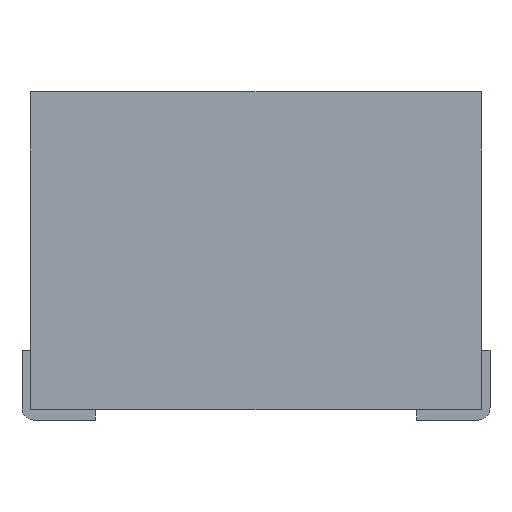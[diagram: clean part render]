
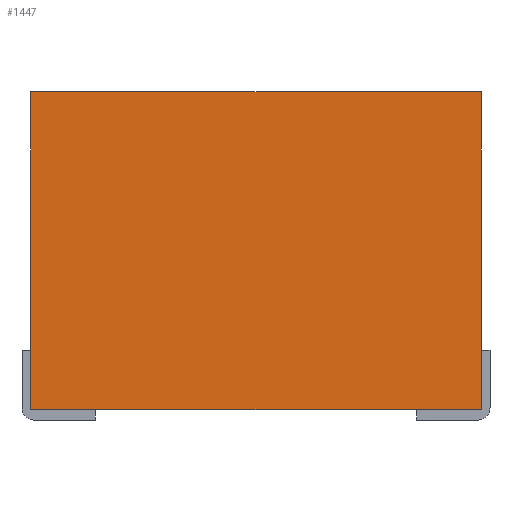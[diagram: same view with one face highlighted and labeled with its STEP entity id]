
A CAD part, left-side view. The second image highlights one B-rep face of the part: STEP entity #1447.
In plain terms, the highlighted planar face has unit normal (-1, 0, 0).
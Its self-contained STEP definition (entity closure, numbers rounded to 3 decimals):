
#23 = EDGE_LOOP ( 'NONE', ( #1332, #198, #1101, #145 ) ) ;
#58 = LINE ( 'NONE', #1099, #668 ) ;
#73 = EDGE_CURVE ( 'NONE', #409, #630, #58, .T. ) ;
#95 = DIRECTION ( 'NONE',  ( 0., 0., -1. ) ) ;
#101 = DIRECTION ( 'NONE',  ( 0., 0., 1. ) ) ;
#105 = VECTOR ( 'NONE', #95, 1000. ) ;
#110 = EDGE_CURVE ( 'NONE', #905, #438, #1287, .T. ) ;
#145 = ORIENTED_EDGE ( 'NONE', *, *, #73, .F. ) ;
#198 = ORIENTED_EDGE ( 'NONE', *, *, #110, .T. ) ;
#212 = CARTESIAN_POINT ( 'NONE',  ( -3.3, 6.45, 9.4 ) ) ;
#270 = DIRECTION ( 'NONE',  ( 0., 1., 0. ) ) ;
#281 = FACE_OUTER_BOUND ( 'NONE', #23, .T. ) ;
#388 = DIRECTION ( 'NONE',  ( 0., 0., -1. ) ) ;
#406 = CARTESIAN_POINT ( 'NONE',  ( -3.3, -6.45, 9.4 ) ) ;
#409 = VERTEX_POINT ( 'NONE', #983 ) ;
#413 = CARTESIAN_POINT ( 'NONE',  ( -3.3, 6.45, 0.3 ) ) ;
#438 = VERTEX_POINT ( 'NONE', #1381 ) ;
#442 = EDGE_CURVE ( 'NONE', #438, #630, #614, .T. ) ;
#614 = LINE ( 'NONE', #212, #105 ) ;
#617 = LINE ( 'NONE', #753, #1145 ) ;
#630 = VERTEX_POINT ( 'NONE', #413 ) ;
#641 = DIRECTION ( 'NONE',  ( 1., 0., 0. ) ) ;
#668 = VECTOR ( 'NONE', #270, 1000. ) ;
#753 = CARTESIAN_POINT ( 'NONE',  ( -3.3, -6.45, 9.4 ) ) ;
#799 = PLANE ( 'NONE',  #1477 ) ;
#867 = VECTOR ( 'NONE', #1554, 1000. ) ;
#879 = CARTESIAN_POINT ( 'NONE',  ( -3.3, -6.45, 9.4 ) ) ;
#905 = VERTEX_POINT ( 'NONE', #879 ) ;
#983 = CARTESIAN_POINT ( 'NONE',  ( -3.3, -6.45, 0.3 ) ) ;
#1099 = CARTESIAN_POINT ( 'NONE',  ( -3.3, 0., 0.3 ) ) ;
#1101 = ORIENTED_EDGE ( 'NONE', *, *, #442, .T. ) ;
#1145 = VECTOR ( 'NONE', #101, 1000. ) ;
#1262 = EDGE_CURVE ( 'NONE', #409, #905, #617, .T. ) ;
#1287 = LINE ( 'NONE', #1564, #867 ) ;
#1332 = ORIENTED_EDGE ( 'NONE', *, *, #1262, .T. ) ;
#1381 = CARTESIAN_POINT ( 'NONE',  ( -3.3, 6.45, 9.4 ) ) ;
#1447 = ADVANCED_FACE ( 'NONE', ( #281 ), #799, .F. ) ;
#1477 = AXIS2_PLACEMENT_3D ( 'NONE', #406, #641, #388 ) ;
#1554 = DIRECTION ( 'NONE',  ( 0., 1., 0. ) ) ;
#1564 = CARTESIAN_POINT ( 'NONE',  ( -3.3, 0., 9.4 ) ) ;
